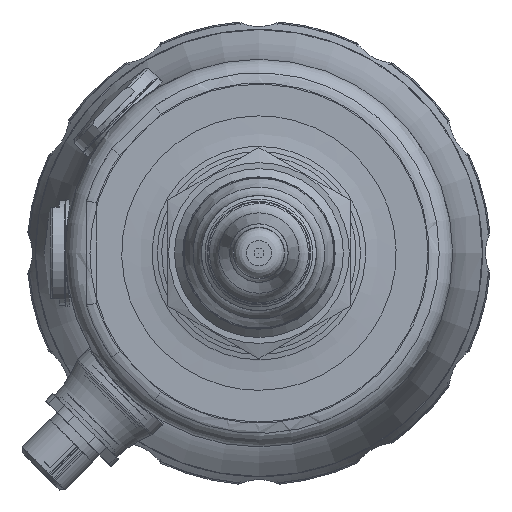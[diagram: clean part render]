
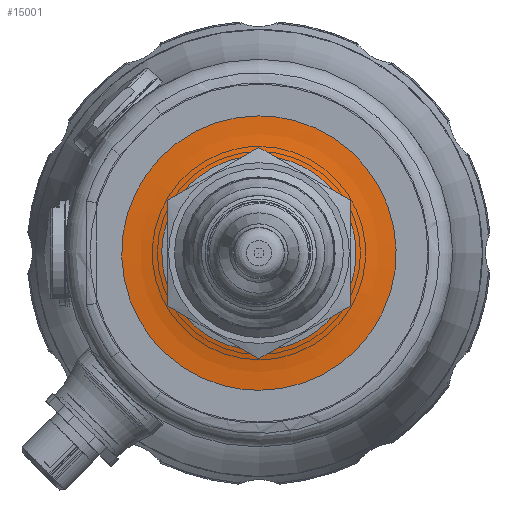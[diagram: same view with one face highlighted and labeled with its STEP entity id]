
A CAD part, left-side view. The second image highlights one B-rep face of the part: STEP entity #15001.
In plain terms, the highlighted toroidal (fillet/blend) face has major radius 27.017 mm and minor radius 30 mm.
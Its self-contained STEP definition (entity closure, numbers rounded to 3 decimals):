
#45=DEGENERATE_TOROIDAL_SURFACE('',#15870,27.018,30.,.T.);
#68=(
BOUNDED_CURVE()
B_SPLINE_CURVE(3,(#21230,#21231,#21232,#21233,#21234,#21235,#21236,#21237,
#21238,#21239,#21240,#21241,#21242,#21243,#21244,#21245,#21246,#21247,#21248,
#21249,#21250,#21251,#21252,#21253),.UNSPECIFIED.,.F.,.F.)
B_SPLINE_CURVE_WITH_KNOTS((4,1,1,1,1,1,1,1,1,1,1,1,1,1,1,1,1,1,1,1,1,4),
(0.,0.047,0.094,0.142,0.19,
0.238,0.285,0.333,0.381,
0.428,0.476,0.524,0.572,0.619,
0.667,0.715,0.762,0.81,
0.858,0.906,0.953,1.),.UNSPECIFIED.)
CURVE()
GEOMETRIC_REPRESENTATION_ITEM()
RATIONAL_B_SPLINE_CURVE((1.,1.,1.,1.,1.,1.,1.,1.,1.,1.,1.,1.,1.,1.,1.,1.,
1.,1.,1.,1.,1.,1.,1.,1.))
REPRESENTATION_ITEM('')
);
#69=(
BOUNDED_CURVE()
B_SPLINE_CURVE(3,(#21256,#21257,#21258,#21259,#21260,#21261,#21262,#21263,
#21264,#21265,#21266,#21267,#21268,#21269,#21270,#21271,#21272,#21273,#21274,
#21275,#21276,#21277,#21278,#21279),.UNSPECIFIED.,.F.,.F.)
B_SPLINE_CURVE_WITH_KNOTS((4,1,1,1,1,1,1,1,1,1,1,1,1,1,1,1,1,1,1,1,1,4),
(0.,0.047,0.094,0.142,0.19,
0.238,0.285,0.333,0.381,
0.428,0.476,0.524,0.572,0.619,
0.667,0.715,0.762,0.81,
0.858,0.906,0.953,1.),.UNSPECIFIED.)
CURVE()
GEOMETRIC_REPRESENTATION_ITEM()
RATIONAL_B_SPLINE_CURVE((1.,1.,1.,1.,1.,1.,1.,1.,1.,1.,1.,1.,1.,1.,1.,1.,
1.,1.,1.,1.,1.,1.,1.,1.))
REPRESENTATION_ITEM('')
);
#3341=ORIENTED_EDGE('',*,*,#5886,.F.);
#3342=ORIENTED_EDGE('',*,*,#5887,.F.);
#3343=ORIENTED_EDGE('',*,*,#5889,.T.);
#3344=ORIENTED_EDGE('',*,*,#5890,.T.);
#5886=EDGE_CURVE('',#7250,#7251,#8088,.F.);
#5887=EDGE_CURVE('',#7251,#7250,#8089,.F.);
#5889=EDGE_CURVE('',#7253,#7254,#68,.T.);
#5890=EDGE_CURVE('',#7254,#7253,#69,.T.);
#7250=VERTEX_POINT('',#21213);
#7251=VERTEX_POINT('',#21214);
#7253=VERTEX_POINT('',#21254);
#7254=VERTEX_POINT('',#21255);
#8088=B_SPLINE_CURVE_WITH_KNOTS('',3,(#21202,#21203,#21204,#21205,#21206,
#21207,#21208,#21209,#21210,#21211,#21212),.UNSPECIFIED.,.F.,.F.,(4,1,1,
1,1,1,1,1,4),(0.,0.125,0.25,0.375,0.5,0.625,0.75,0.875,1.),
 .UNSPECIFIED.);
#8089=B_SPLINE_CURVE_WITH_KNOTS('',3,(#21215,#21216,#21217,#21218,#21219,
#21220,#21221,#21222,#21223,#21224,#21225),.UNSPECIFIED.,.F.,.F.,(4,1,1,
1,1,1,1,1,4),(0.,0.125,0.25,0.375,0.5,0.625,0.75,0.875,1.),
 .UNSPECIFIED.);
#8602=EDGE_LOOP('',(#3341,#3342));
#8603=EDGE_LOOP('',(#3343,#3344));
#9489=FACE_BOUND('',#8602,.T.);
#9490=FACE_BOUND('',#8603,.T.);
#15001=ADVANCED_FACE('',(#9489,#9490),#45,.F.);
#15870=AXIS2_PLACEMENT_3D('',#21229,#17562,#17563);
#17562=DIRECTION('',(1.,0.,0.));
#17563=DIRECTION('',(0.,0.014,-1.));
#21202=CARTESIAN_POINT('',(-1.057,0.,19.124));
#21203=CARTESIAN_POINT('',(-1.057,-2.503,19.124));
#21204=CARTESIAN_POINT('',(-1.057,-7.509,18.128));
#21205=CARTESIAN_POINT('',(-1.057,-13.875,13.875));
#21206=CARTESIAN_POINT('',(-1.057,-18.128,7.509));
#21207=CARTESIAN_POINT('',(-1.057,-19.622,0.));
#21208=CARTESIAN_POINT('',(-1.057,-18.128,-7.509));
#21209=CARTESIAN_POINT('',(-1.057,-13.875,-13.875));
#21210=CARTESIAN_POINT('',(-1.057,-7.509,-18.128));
#21211=CARTESIAN_POINT('',(-1.057,-2.503,-19.124));
#21212=CARTESIAN_POINT('',(-1.057,0.,-19.124));
#21213=CARTESIAN_POINT('',(-1.057,0.,-19.124));
#21214=CARTESIAN_POINT('',(-1.057,0.,19.124));
#21215=CARTESIAN_POINT('',(-1.057,0.,-19.124));
#21216=CARTESIAN_POINT('',(-1.057,2.503,-19.124));
#21217=CARTESIAN_POINT('',(-1.057,7.509,-18.128));
#21218=CARTESIAN_POINT('',(-1.057,13.875,-13.875));
#21219=CARTESIAN_POINT('',(-1.057,18.128,-7.509));
#21220=CARTESIAN_POINT('',(-1.057,19.622,0.));
#21221=CARTESIAN_POINT('',(-1.057,18.128,7.509));
#21222=CARTESIAN_POINT('',(-1.057,13.875,13.875));
#21223=CARTESIAN_POINT('',(-1.057,7.509,18.128));
#21224=CARTESIAN_POINT('',(-1.057,2.503,19.124));
#21225=CARTESIAN_POINT('',(-1.057,0.,19.124));
#21229=CARTESIAN_POINT('',(-30.,0.,0.));
#21230=CARTESIAN_POINT('',(0.,0.,-27.018));
#21231=CARTESIAN_POINT('',(0.,-1.328,-27.017));
#21232=CARTESIAN_POINT('',(0.,-3.975,-26.823));
#21233=CARTESIAN_POINT('',(0.,-7.91,-25.94));
#21234=CARTESIAN_POINT('',(0.,-11.699,-24.467));
#21235=CARTESIAN_POINT('',(0.,-15.233,-22.437));
#21236=CARTESIAN_POINT('',(0.,-18.416,-19.906));
#21237=CARTESIAN_POINT('',(0.,-21.181,-16.935));
#21238=CARTESIAN_POINT('',(0.,-23.471,-13.585));
#21239=CARTESIAN_POINT('',(0.,-25.237,-9.927));
#21240=CARTESIAN_POINT('',(0.,-26.437,-6.045));
#21241=CARTESIAN_POINT('',(0.,-27.043,-2.029));
#21242=CARTESIAN_POINT('',(0.,-27.043,2.032));
#21243=CARTESIAN_POINT('',(0.,-26.436,6.048));
#21244=CARTESIAN_POINT('',(0.,-25.236,9.93));
#21245=CARTESIAN_POINT('',(0.,-23.469,13.588));
#21246=CARTESIAN_POINT('',(0.,-21.179,16.938));
#21247=CARTESIAN_POINT('',(0.,-18.414,19.909));
#21248=CARTESIAN_POINT('',(0.,-15.23,22.439));
#21249=CARTESIAN_POINT('',(0.,-11.695,24.468));
#21250=CARTESIAN_POINT('',(0.,-7.907,25.941));
#21251=CARTESIAN_POINT('',(0.,-3.973,26.823));
#21252=CARTESIAN_POINT('',(0.,-1.327,27.017));
#21253=CARTESIAN_POINT('',(0.,0.,27.018));
#21254=CARTESIAN_POINT('',(0.,0.,-27.018));
#21255=CARTESIAN_POINT('',(0.,0.,27.018));
#21256=CARTESIAN_POINT('',(0.,0.,27.018));
#21257=CARTESIAN_POINT('',(0.,1.328,27.017));
#21258=CARTESIAN_POINT('',(0.,3.975,26.823));
#21259=CARTESIAN_POINT('',(0.,7.91,25.94));
#21260=CARTESIAN_POINT('',(0.,11.699,24.467));
#21261=CARTESIAN_POINT('',(0.,15.233,22.437));
#21262=CARTESIAN_POINT('',(0.,18.416,19.906));
#21263=CARTESIAN_POINT('',(0.,21.181,16.935));
#21264=CARTESIAN_POINT('',(0.,23.471,13.585));
#21265=CARTESIAN_POINT('',(0.,25.237,9.927));
#21266=CARTESIAN_POINT('',(0.,26.437,6.045));
#21267=CARTESIAN_POINT('',(0.,27.043,2.029));
#21268=CARTESIAN_POINT('',(0.,27.043,-2.032));
#21269=CARTESIAN_POINT('',(0.,26.436,-6.048));
#21270=CARTESIAN_POINT('',(0.,25.236,-9.93));
#21271=CARTESIAN_POINT('',(0.,23.469,-13.588));
#21272=CARTESIAN_POINT('',(0.,21.179,-16.938));
#21273=CARTESIAN_POINT('',(0.,18.414,-19.909));
#21274=CARTESIAN_POINT('',(0.,15.23,-22.439));
#21275=CARTESIAN_POINT('',(0.,11.695,-24.468));
#21276=CARTESIAN_POINT('',(0.,7.907,-25.941));
#21277=CARTESIAN_POINT('',(0.,3.973,-26.823));
#21278=CARTESIAN_POINT('',(0.,1.327,-27.017));
#21279=CARTESIAN_POINT('',(0.,0.,-27.018));
